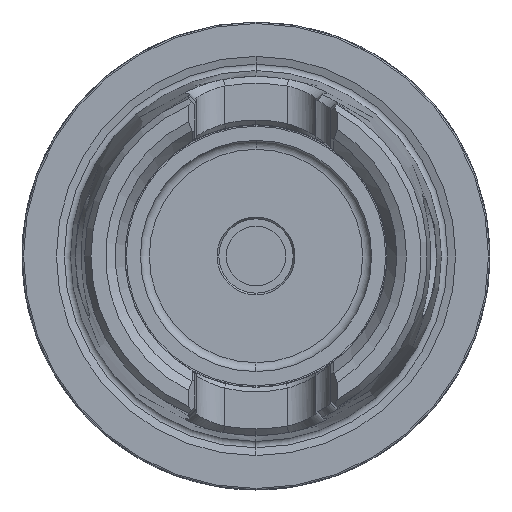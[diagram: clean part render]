
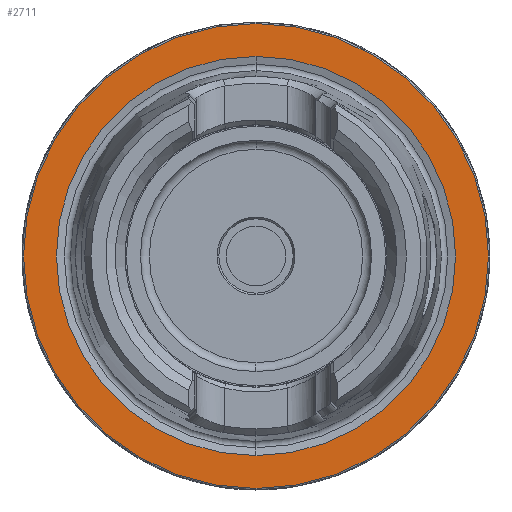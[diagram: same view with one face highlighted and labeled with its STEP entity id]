
A CAD part, left-side view. The second image highlights one B-rep face of the part: STEP entity #2711.
In plain terms, the highlighted planar face has unit normal (-1, 0, 0).
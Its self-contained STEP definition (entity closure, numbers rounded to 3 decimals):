
#64 = CARTESIAN_POINT ( 'NONE',  ( 0., 0., 26.85 ) ) ;
#134 = EDGE_LOOP ( 'NONE', ( #4384, #9137 ) ) ;
#218 = CIRCLE ( 'NONE', #13426, 31.275 ) ;
#912 = ORIENTED_EDGE ( 'NONE', *, *, #13040, .T. ) ;
#1004 = FACE_OUTER_BOUND ( 'NONE', #10986, .T. ) ;
#1200 = EDGE_CURVE ( 'NONE', #1650, #6387, #8081, .T. ) ;
#1322 = DIRECTION ( 'NONE',  ( -1., 0., 0. ) ) ;
#1650 = VERTEX_POINT ( 'NONE', #64 ) ;
#2230 = CARTESIAN_POINT ( 'NONE',  ( 0., 0., -26.85 ) ) ;
#2711 = ADVANCED_FACE ( 'NONE', ( #5833, #1004 ), #8394, .F. ) ;
#3131 = AXIS2_PLACEMENT_3D ( 'NONE', #7485, #1322, #8530 ) ;
#3274 = AXIS2_PLACEMENT_3D ( 'NONE', #13433, #12325, #12357 ) ;
#3390 = CARTESIAN_POINT ( 'NONE',  ( 0., 0., 0. ) ) ;
#3470 = CARTESIAN_POINT ( 'NONE',  ( 0., 0., 0. ) ) ;
#3953 = EDGE_CURVE ( 'NONE', #9758, #13423, #7631, .T. ) ;
#4354 = CARTESIAN_POINT ( 'NONE',  ( 0., 0., 31.275 ) ) ;
#4384 = ORIENTED_EDGE ( 'NONE', *, *, #1200, .F. ) ;
#4417 = DIRECTION ( 'NONE',  ( 0., 0., 1. ) ) ;
#5121 = CARTESIAN_POINT ( 'NONE',  ( 0., 0., 0. ) ) ;
#5122 = AXIS2_PLACEMENT_3D ( 'NONE', #5121, #10183, #12288 ) ;
#5683 = EDGE_CURVE ( 'NONE', #6387, #1650, #7339, .T. ) ;
#5833 = FACE_BOUND ( 'NONE', #134, .T. ) ;
#6387 = VERTEX_POINT ( 'NONE', #2230 ) ;
#7339 = CIRCLE ( 'NONE', #3131, 26.85 ) ;
#7485 = CARTESIAN_POINT ( 'NONE',  ( 0., 0., 0. ) ) ;
#7631 = CIRCLE ( 'NONE', #10243, 31.275 ) ;
#8081 = CIRCLE ( 'NONE', #5122, 26.85 ) ;
#8394 = PLANE ( 'NONE',  #3274 ) ;
#8530 = DIRECTION ( 'NONE',  ( 0., 0., 1. ) ) ;
#9049 = CARTESIAN_POINT ( 'NONE',  ( 0., 0., -31.275 ) ) ;
#9137 = ORIENTED_EDGE ( 'NONE', *, *, #5683, .F. ) ;
#9758 = VERTEX_POINT ( 'NONE', #4354 ) ;
#9830 = ORIENTED_EDGE ( 'NONE', *, *, #3953, .T. ) ;
#10183 = DIRECTION ( 'NONE',  ( -1., 0., 0. ) ) ;
#10243 = AXIS2_PLACEMENT_3D ( 'NONE', #3470, #11797, #11475 ) ;
#10662 = DIRECTION ( 'NONE',  ( -1., 0., 0. ) ) ;
#10986 = EDGE_LOOP ( 'NONE', ( #9830, #912 ) ) ;
#11475 = DIRECTION ( 'NONE',  ( 0., 0., 1. ) ) ;
#11797 = DIRECTION ( 'NONE',  ( -1., 0., 0. ) ) ;
#12288 = DIRECTION ( 'NONE',  ( 0., 0., 1. ) ) ;
#12325 = DIRECTION ( 'NONE',  ( 1., 0., 0. ) ) ;
#12357 = DIRECTION ( 'NONE',  ( 0., 0., -1. ) ) ;
#13040 = EDGE_CURVE ( 'NONE', #13423, #9758, #218, .T. ) ;
#13423 = VERTEX_POINT ( 'NONE', #9049 ) ;
#13426 = AXIS2_PLACEMENT_3D ( 'NONE', #3390, #10662, #4417 ) ;
#13433 = CARTESIAN_POINT ( 'NONE',  ( 0., 31.275, 0. ) ) ;
